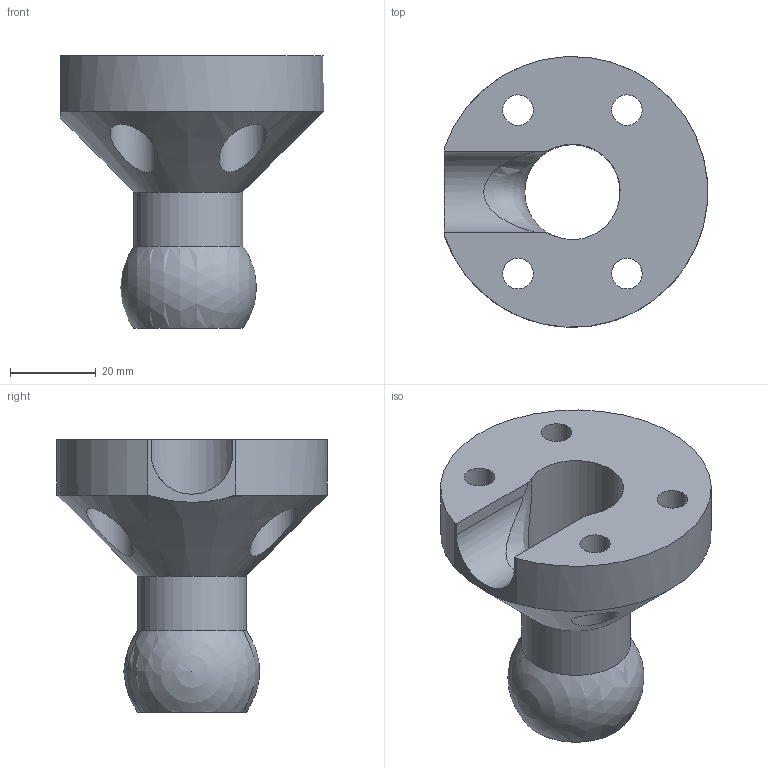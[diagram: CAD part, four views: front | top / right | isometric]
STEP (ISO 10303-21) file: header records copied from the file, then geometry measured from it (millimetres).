
FILE_DESCRIPTION (( 'STEP AP203' ), '1' );
FILE_NAME ('AFSB-1.STEP', '2023-03-08T19:45:06', ( '' ), ( '' ), 'SwSTEP 2.0', 'SolidWorks 2021', '' );
FILE_SCHEMA (( 'CONFIG_CONTROL_DESIGN' ));
Length unit declared in the file: inch
Products named in the file (1): AFSB-1
Bounding box: 61.36 x 63.08 x 63.5 mm (x, y, z)
Volume: 54711.3 mm3; surface area: 18535.6 mm2
Topology: 1 solids, 1 shells, 24 faces, 61 edges, 42 vertices
Faces by surface type: cylinder 12, plane 9, bspline 1, sphere 1, cone 1
Full cylindrical faces by diameter (mm): 7.137 x4, 11.112 x4, 22.225 x1, 25.4 x1
Entity records: 1475 total; most frequent: CARTESIAN_POINT 897, DIRECTION 98, ORIENTED_EDGE 82, EDGE_LOOP 49, AXIS2_PLACEMENT_3D 44, EDGE_CURVE 41, VERTEX_POINT 34, FACE_OUTER_BOUND 33
